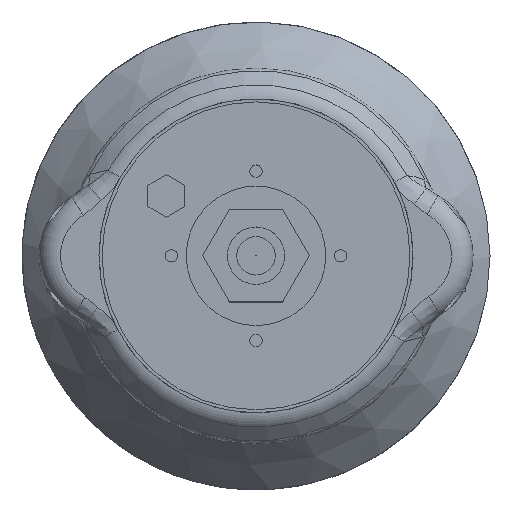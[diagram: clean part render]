
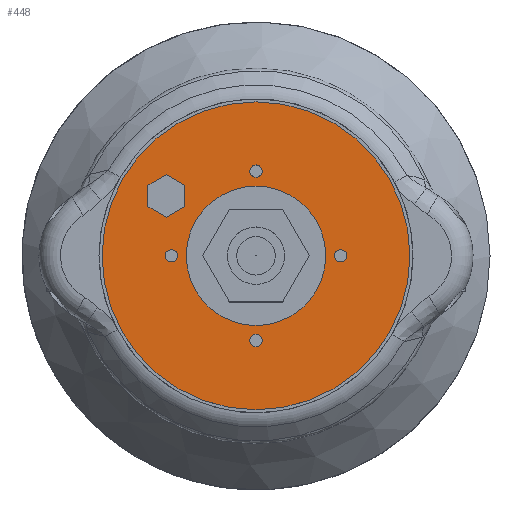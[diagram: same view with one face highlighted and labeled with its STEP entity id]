
A CAD part, top view. The second image highlights one B-rep face of the part: STEP entity #448.
In plain terms, the highlighted planar face has unit normal (0, 0, 1).
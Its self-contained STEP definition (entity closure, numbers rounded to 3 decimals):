
#448 = ADVANCED_FACE( '', ( #955, #956, #957, #958, #959, #960, #961 ), #962, .F. );
#955 = FACE_OUTER_BOUND( '', #2953, .T. );
#956 = FACE_BOUND( '', #2954, .T. );
#957 = FACE_BOUND( '', #2955, .T. );
#958 = FACE_BOUND( '', #2956, .T. );
#959 = FACE_BOUND( '', #2957, .T. );
#960 = FACE_BOUND( '', #2958, .T. );
#961 = FACE_BOUND( '', #2959, .T. );
#962 = PLANE( '', #2960 );
#2953 = EDGE_LOOP( '', ( #3915 ) );
#2954 = EDGE_LOOP( '', ( #3916 ) );
#2955 = EDGE_LOOP( '', ( #3917, #3918, #3919, #3920, #3921, #3922 ) );
#2956 = EDGE_LOOP( '', ( #3923 ) );
#2957 = EDGE_LOOP( '', ( #3924 ) );
#2958 = EDGE_LOOP( '', ( #3925 ) );
#2959 = EDGE_LOOP( '', ( #3926 ) );
#2960 = AXIS2_PLACEMENT_3D( '', #3927, #3928, #3929 );
#3915 = ORIENTED_EDGE( '', *, *, #4141, .F. );
#3916 = ORIENTED_EDGE( '', *, *, #4260, .T. );
#3917 = ORIENTED_EDGE( '', *, *, #3961, .F. );
#3918 = ORIENTED_EDGE( '', *, *, #4100, .F. );
#3919 = ORIENTED_EDGE( '', *, *, #4173, .F. );
#3920 = ORIENTED_EDGE( '', *, *, #4307, .F. );
#3921 = ORIENTED_EDGE( '', *, *, #4192, .F. );
#3922 = ORIENTED_EDGE( '', *, *, #3981, .F. );
#3923 = ORIENTED_EDGE( '', *, *, #4246, .T. );
#3924 = ORIENTED_EDGE( '', *, *, #4129, .T. );
#3925 = ORIENTED_EDGE( '', *, *, #4220, .T. );
#3926 = ORIENTED_EDGE( '', *, *, #4289, .T. );
#3927 = CARTESIAN_POINT( '', ( 0., -22.5, 35.4 ) );
#3928 = DIRECTION( '', ( 0., 0., -1. ) );
#3929 = DIRECTION( '', ( 0., -1., 0. ) );
#3961 = EDGE_CURVE( '', #4342, #4345, #4346, .T. );
#3981 = EDGE_CURVE( '', #4345, #4380, #4381, .T. );
#4100 = EDGE_CURVE( '', #4570, #4342, #4573, .T. );
#4129 = EDGE_CURVE( '', #4611, #4611, #4612, .T. );
#4141 = EDGE_CURVE( '', #4630, #4630, #4631, .T. );
#4173 = EDGE_CURVE( '', #4671, #4570, #4674, .T. );
#4192 = EDGE_CURVE( '', #4380, #4699, #4700, .T. );
#4220 = EDGE_CURVE( '', #4736, #4736, #4737, .T. );
#4246 = EDGE_CURVE( '', #4773, #4773, #4774, .T. );
#4260 = EDGE_CURVE( '', #4791, #4791, #4792, .T. );
#4289 = EDGE_CURVE( '', #4824, #4824, #4825, .T. );
#4307 = EDGE_CURVE( '', #4699, #4671, #4845, .T. );
#4342 = VERTEX_POINT( '', #4883 );
#4345 = VERTEX_POINT( '', #4887 );
#4346 = LINE( '', #4888, #4889 );
#4380 = VERTEX_POINT( '', #4994 );
#4381 = LINE( '', #4995, #4996 );
#4570 = VERTEX_POINT( '', #5547 );
#4573 = LINE( '', #5551, #5552 );
#4611 = VERTEX_POINT( '', #5789 );
#4612 = CIRCLE( '', #5790, 2. );
#4630 = VERTEX_POINT( '', #5821 );
#4631 = CIRCLE( '', #5822, 50. );
#4671 = VERTEX_POINT( '', #5911 );
#4674 = LINE( '', #5915, #5916 );
#4699 = VERTEX_POINT( '', #5991 );
#4700 = LINE( '', #5992, #5993 );
#4736 = VERTEX_POINT( '', #6031 );
#4737 = CIRCLE( '', #6032, 2. );
#4773 = VERTEX_POINT( '', #6082 );
#4774 = CIRCLE( '', #6083, 2. );
#4791 = VERTEX_POINT( '', #6103 );
#4792 = CIRCLE( '', #6104, 22.641 );
#4824 = VERTEX_POINT( '', #6215 );
#4825 = CIRCLE( '', #6216, 2. );
#4845 = LINE( '', #6237, #6238 );
#4883 = CARTESIAN_POINT( '', ( -29.101, 12.517, 35.4 ) );
#4887 = CARTESIAN_POINT( '', ( -23.101, 15.981, 35.4 ) );
#4888 = CARTESIAN_POINT( '', ( -29.101, 12.517, 35.4 ) );
#4889 = VECTOR( '', #6276, 1000. );
#4994 = CARTESIAN_POINT( '', ( -23.101, 22.909, 35.4 ) );
#4995 = CARTESIAN_POINT( '', ( -23.101, 15.981, 35.4 ) );
#4996 = VECTOR( '', #6309, 1000. );
#5547 = CARTESIAN_POINT( '', ( -35.101, 15.981, 35.4 ) );
#5551 = CARTESIAN_POINT( '', ( -35.101, 15.981, 35.4 ) );
#5552 = VECTOR( '', #6494, 1000. );
#5789 = CARTESIAN_POINT( '', ( 0., -29.5, 35.4 ) );
#5790 = AXIS2_PLACEMENT_3D( '', #6516, #6517, #6518 );
#5821 = CARTESIAN_POINT( '', ( -50., 0., 35.4 ) );
#5822 = AXIS2_PLACEMENT_3D( '', #6537, #6538, #6539 );
#5911 = CARTESIAN_POINT( '', ( -35.101, 22.909, 35.4 ) );
#5915 = CARTESIAN_POINT( '', ( -35.101, 22.909, 35.4 ) );
#5916 = VECTOR( '', #6580, 1000. );
#5991 = CARTESIAN_POINT( '', ( -29.101, 26.373, 35.4 ) );
#5992 = CARTESIAN_POINT( '', ( -23.101, 22.909, 35.4 ) );
#5993 = VECTOR( '', #6599, 1000. );
#6031 = CARTESIAN_POINT( '', ( -27.5, -2., 35.4 ) );
#6032 = AXIS2_PLACEMENT_3D( '', #6638, #6639, #6640 );
#6082 = CARTESIAN_POINT( '', ( 0., 25.5, 35.4 ) );
#6083 = AXIS2_PLACEMENT_3D( '', #6673, #6674, #6675 );
#6103 = CARTESIAN_POINT( '', ( -22.641, 0., 35.4 ) );
#6104 = AXIS2_PLACEMENT_3D( '', #6688, #6689, #6690 );
#6215 = CARTESIAN_POINT( '', ( 27.5, -2., 35.4 ) );
#6216 = AXIS2_PLACEMENT_3D( '', #6712, #6713, #6714 );
#6237 = CARTESIAN_POINT( '', ( -29.101, 26.373, 35.4 ) );
#6238 = VECTOR( '', #6722, 1000. );
#6276 = DIRECTION( '', ( 0.866, 0.5, 0. ) );
#6309 = DIRECTION( '', ( 0., 1., 0. ) );
#6494 = DIRECTION( '', ( 0.866, -0.5, 0. ) );
#6516 = CARTESIAN_POINT( '', ( 0., -27.5, 35.4 ) );
#6517 = DIRECTION( '', ( 0., 0., -1. ) );
#6518 = DIRECTION( '', ( 0., -1., 0. ) );
#6537 = CARTESIAN_POINT( '', ( 0., 0., 35.4 ) );
#6538 = DIRECTION( '', ( 0., 0., -1. ) );
#6539 = DIRECTION( '', ( -1., 0., 0. ) );
#6580 = DIRECTION( '', ( 0., -1., 0. ) );
#6599 = DIRECTION( '', ( -0.866, 0.5, 0. ) );
#6638 = CARTESIAN_POINT( '', ( -27.5, 0., 35.4 ) );
#6639 = DIRECTION( '', ( 0., 0., -1. ) );
#6640 = DIRECTION( '', ( 0., -1., 0. ) );
#6673 = CARTESIAN_POINT( '', ( 0., 27.5, 35.4 ) );
#6674 = DIRECTION( '', ( 0., 0., -1. ) );
#6675 = DIRECTION( '', ( 0., -1., 0. ) );
#6688 = CARTESIAN_POINT( '', ( 0., 0., 35.4 ) );
#6689 = DIRECTION( '', ( 0., 0., -1. ) );
#6690 = DIRECTION( '', ( -1., 0., 0. ) );
#6712 = CARTESIAN_POINT( '', ( 27.5, 0., 35.4 ) );
#6713 = DIRECTION( '', ( 0., 0., -1. ) );
#6714 = DIRECTION( '', ( 0., -1., 0. ) );
#6722 = DIRECTION( '', ( -0.866, -0.5, 0. ) );
